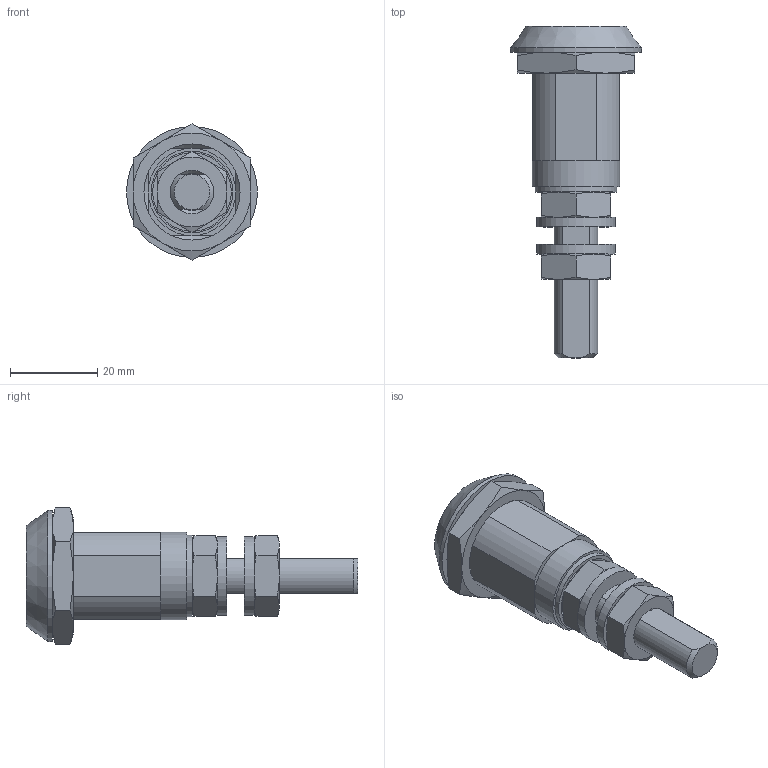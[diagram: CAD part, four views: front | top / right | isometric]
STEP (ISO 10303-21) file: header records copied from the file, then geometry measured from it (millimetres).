
FILE_DESCRIPTION( ( 'STEP AP214' ), '1' );
FILE_NAME( 'K0531.4532100.stp', '2020-12-08T10:52:09', ( '' ), ( '' ), ' ', 'PARTsolutions', ' ' );
FILE_SCHEMA( ( 'AUTOMOTIVE_DESIGN { 1 0 10303 214 1 1 1 1 }' ) );
Length unit declared in the file: millimetre
Products named in the file (5): K0531.4532100; _k0531_huelse_22; _k0518_mutter_22; _k0531_betaetigung_Doppelbart 5 mm0; _k0518_mutter_10
Assembly tree (5 placements, depth 2):
  K0531.4532100
    _k0531_huelse_22
    _k0518_mutter_22
    _k0531_betaetigung_Doppelbart 5 mm0
    _k0518_mutter_10  x2
Bounding box: 30 x 76 x 31.18 mm (x, y, z)
Volume: 18705.6 mm3; surface area: 12961.7 mm2
Topology: 5 solids, 6 shells, 150 faces, 326 edges, 202 vertices
Faces by surface type: plane 72, cone 46, cylinder 32
Full cylindrical faces by diameter (mm): 5 x1, 8.376 x2, 9.7 x1, 11 x2, 12.2 x1, 12.4 x1, 13.8 x2, 15.8 x2, 16 x1, 17 x1, 18 x2, 18.7 x1, 19.294 x1, 20 x1, 30 x1
Entity records: 4460 total; most frequent: CARTESIAN_POINT 801, DIRECTION 552, ORIENTED_EDGE 486, EDGE_CURVE 243, AXIS2_PLACEMENT_3D 232, VERTEX_POINT 165, EDGE_LOOP 164, FACE_OUTER_BOUND 140
